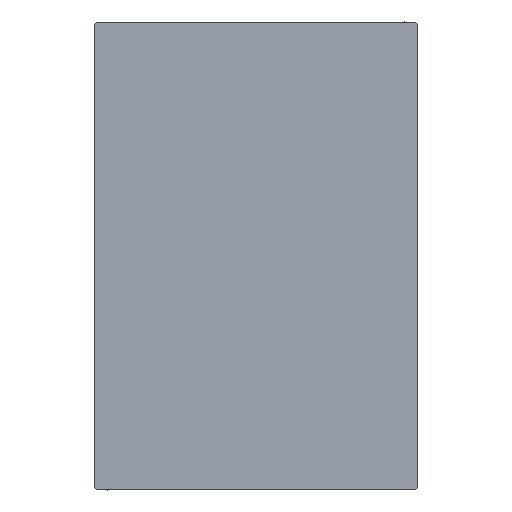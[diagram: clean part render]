
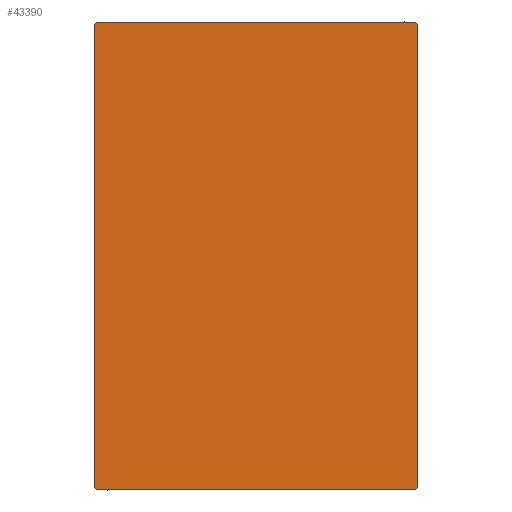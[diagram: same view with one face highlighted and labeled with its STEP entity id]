
A CAD part, left-side view. The second image highlights one B-rep face of the part: STEP entity #43390.
In plain terms, the highlighted face is planar.
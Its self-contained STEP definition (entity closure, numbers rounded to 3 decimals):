
#1670 = VERTEX_POINT ( 'NONE', #43494 ) ;
#2336 = CARTESIAN_POINT ( 'NONE',  ( 130., 22.5, 32.2 ) ) ;
#4425 = DIRECTION ( 'NONE',  ( 1., 0., 0. ) ) ;
#4555 = VECTOR ( 'NONE', #5226, 1000. ) ;
#4877 = DIRECTION ( 'NONE',  ( 0., 0., -1. ) ) ;
#5226 = DIRECTION ( 'NONE',  ( 0., -1., 0. ) ) ;
#5262 = ORIENTED_EDGE ( 'NONE', *, *, #34244, .T. ) ;
#6217 = VECTOR ( 'NONE', #23913, 1000. ) ;
#7181 = VERTEX_POINT ( 'NONE', #40356 ) ;
#7195 = EDGE_CURVE ( 'NONE', #32579, #20594, #7543, .T. ) ;
#7543 = LINE ( 'NONE', #24171, #10767 ) ;
#7756 = CARTESIAN_POINT ( 'NONE',  ( 130., -27.35, -27.35 ) ) ;
#7784 = PLANE ( 'NONE',  #28210 ) ;
#7885 = CARTESIAN_POINT ( 'NONE',  ( 130., 27.35, 27.35 ) ) ;
#7965 = CARTESIAN_POINT ( 'NONE',  ( 130., -27.35, 27.35 ) ) ;
#8648 = VERTEX_POINT ( 'NONE', #19620 ) ;
#8748 = VERTEX_POINT ( 'NONE', #20277 ) ;
#8759 = CARTESIAN_POINT ( 'NONE',  ( 130., -22.5, -32.5 ) ) ;
#8806 = LINE ( 'NONE', #22286, #4555 ) ;
#9796 = VECTOR ( 'NONE', #41648, 1000. ) ;
#10767 = VECTOR ( 'NONE', #27982, 1000. ) ;
#11187 = ORIENTED_EDGE ( 'NONE', *, *, #21694, .T. ) ;
#11608 = CARTESIAN_POINT ( 'NONE',  ( 130., -22.2, 32.5 ) ) ;
#11858 = EDGE_CURVE ( 'NONE', #7181, #32579, #22763, .T. ) ;
#11977 = DIRECTION ( 'NONE',  ( 0., 0.707, 0.707 ) ) ;
#13042 = ORIENTED_EDGE ( 'NONE', *, *, #11858, .T. ) ;
#13681 = ORIENTED_EDGE ( 'NONE', *, *, #7195, .T. ) ;
#14525 = EDGE_LOOP ( 'NONE', ( #37951, #13042, #13681, #11187, #22225, #5262, #23549, #18627 ) ) ;
#15929 = EDGE_CURVE ( 'NONE', #1670, #8748, #31777, .T. ) ;
#18082 = VECTOR ( 'NONE', #11977, 1000. ) ;
#18627 = ORIENTED_EDGE ( 'NONE', *, *, #15929, .T. ) ;
#19128 = LINE ( 'NONE', #25188, #19317 ) ;
#19317 = VECTOR ( 'NONE', #32824, 1000. ) ;
#19620 = CARTESIAN_POINT ( 'NONE',  ( 130., -22.5, 32.2 ) ) ;
#20277 = CARTESIAN_POINT ( 'NONE',  ( 130., -22.2, -32.5 ) ) ;
#20594 = VERTEX_POINT ( 'NONE', #2336 ) ;
#21479 = CARTESIAN_POINT ( 'NONE',  ( 130., 0., 0. ) ) ;
#21663 = DIRECTION ( 'NONE',  ( 0., -0.707, -0.707 ) ) ;
#21694 = EDGE_CURVE ( 'NONE', #20594, #22940, #38861, .T. ) ;
#22225 = ORIENTED_EDGE ( 'NONE', *, *, #43334, .T. ) ;
#22286 = CARTESIAN_POINT ( 'NONE',  ( 130., 22.5, 32.5 ) ) ;
#22763 = LINE ( 'NONE', #29060, #18082 ) ;
#22940 = VERTEX_POINT ( 'NONE', #28516 ) ;
#23549 = ORIENTED_EDGE ( 'NONE', *, *, #29479, .T. ) ;
#23913 = DIRECTION ( 'NONE',  ( 0., -0.707, 0.707 ) ) ;
#24171 = CARTESIAN_POINT ( 'NONE',  ( 130., 22.5, -32.5 ) ) ;
#25188 = CARTESIAN_POINT ( 'NONE',  ( 130., -22.5, 32.5 ) ) ;
#26626 = VECTOR ( 'NONE', #21663, 1000. ) ;
#27982 = DIRECTION ( 'NONE',  ( 0., 0., 1. ) ) ;
#28210 = AXIS2_PLACEMENT_3D ( 'NONE', #21479, #4425, #4877 ) ;
#28516 = CARTESIAN_POINT ( 'NONE',  ( 130., 22.2, 32.5 ) ) ;
#29060 = CARTESIAN_POINT ( 'NONE',  ( 130., 27.35, -27.35 ) ) ;
#29479 = EDGE_CURVE ( 'NONE', #8648, #1670, #19128, .T. ) ;
#30112 = VERTEX_POINT ( 'NONE', #11608 ) ;
#31777 = LINE ( 'NONE', #7756, #9796 ) ;
#32579 = VERTEX_POINT ( 'NONE', #41831 ) ;
#32824 = DIRECTION ( 'NONE',  ( 0., 0., -1. ) ) ;
#34244 = EDGE_CURVE ( 'NONE', #30112, #8648, #38707, .T. ) ;
#36214 = EDGE_CURVE ( 'NONE', #8748, #7181, #39276, .T. ) ;
#37951 = ORIENTED_EDGE ( 'NONE', *, *, #36214, .T. ) ;
#38524 = FACE_OUTER_BOUND ( 'NONE', #14525, .T. ) ;
#38707 = LINE ( 'NONE', #7965, #26626 ) ;
#38861 = LINE ( 'NONE', #7885, #6217 ) ;
#39276 = LINE ( 'NONE', #8759, #40200 ) ;
#40200 = VECTOR ( 'NONE', #42416, 1000. ) ;
#40356 = CARTESIAN_POINT ( 'NONE',  ( 130., 22.2, -32.5 ) ) ;
#41648 = DIRECTION ( 'NONE',  ( 0., 0.707, -0.707 ) ) ;
#41831 = CARTESIAN_POINT ( 'NONE',  ( 130., 22.5, -32.2 ) ) ;
#42416 = DIRECTION ( 'NONE',  ( 0., 1., 0. ) ) ;
#43334 = EDGE_CURVE ( 'NONE', #22940, #30112, #8806, .T. ) ;
#43390 = ADVANCED_FACE ( 'NONE', ( #38524 ), #7784, .T. ) ;
#43494 = CARTESIAN_POINT ( 'NONE',  ( 130., -22.5, -32.2 ) ) ;
